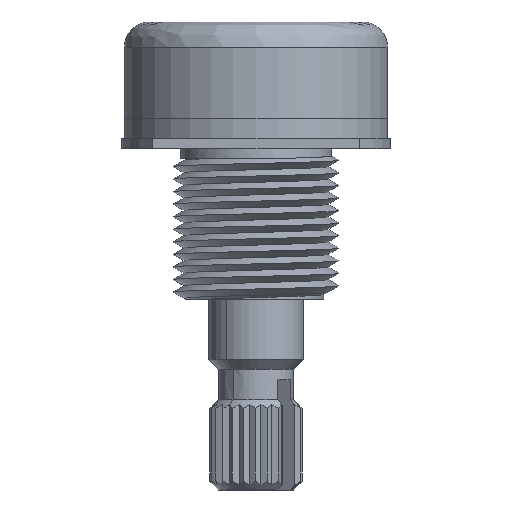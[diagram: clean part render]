
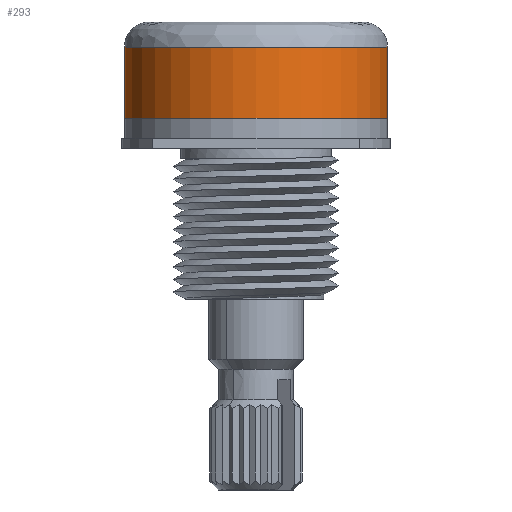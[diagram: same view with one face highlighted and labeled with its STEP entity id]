
A CAD part, front view. The second image highlights one B-rep face of the part: STEP entity #293.
In plain terms, the highlighted face is a revolution surface.
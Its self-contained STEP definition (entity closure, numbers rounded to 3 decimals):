
#293 = ADVANCED_FACE('',(#294),#330,.T.);
#294 = FACE_BOUND('',#295,.T.);
#295 = EDGE_LOOP('',(#296,#307,#315,#324));
#296 = ORIENTED_EDGE('',*,*,#297,.F.);
#297 = EDGE_CURVE('',#298,#300,#302,.T.);
#298 = VERTEX_POINT('',#299);
#299 = CARTESIAN_POINT('',(-8.319,0.,0.));
#300 = VERTEX_POINT('',#301);
#301 = CARTESIAN_POINT('',(8.319,0.,0.));
#302 = CIRCLE('',#303,8.319);
#303 = AXIS2_PLACEMENT_3D('',#304,#305,#306);
#304 = CARTESIAN_POINT('',(0.,0.,0.));
#305 = DIRECTION('',(0.,0.,1.));
#306 = DIRECTION('',(1.,0.,0.));
#307 = ORIENTED_EDGE('',*,*,#308,.F.);
#308 = EDGE_CURVE('',#309,#298,#311,.T.);
#309 = VERTEX_POINT('',#310);
#310 = CARTESIAN_POINT('',(-8.319,0.,4.509));
#311 = LINE('',#312,#313);
#312 = CARTESIAN_POINT('',(-8.319,0.,4.509));
#313 = VECTOR('',#314,1.);
#314 = DIRECTION('',(0.,0.,-1.));
#315 = ORIENTED_EDGE('',*,*,#316,.F.);
#316 = EDGE_CURVE('',#317,#309,#319,.T.);
#317 = VERTEX_POINT('',#318);
#318 = CARTESIAN_POINT('',(8.319,0.,4.509));
#319 = CIRCLE('',#320,8.319);
#320 = AXIS2_PLACEMENT_3D('',#321,#322,#323);
#321 = CARTESIAN_POINT('',(0.,0.,4.509));
#322 = DIRECTION('',(0.,0.,-1.));
#323 = DIRECTION('',(1.,0.,0.));
#324 = ORIENTED_EDGE('',*,*,#325,.F.);
#325 = EDGE_CURVE('',#300,#317,#326,.T.);
#326 = LINE('',#327,#328);
#327 = CARTESIAN_POINT('',(8.319,0.,0.));
#328 = VECTOR('',#329,1.);
#329 = DIRECTION('',(0.,0.,1.));
#330 = SURFACE_OF_REVOLUTION('',#331,#335);
#331 = LINE('',#332,#333);
#332 = CARTESIAN_POINT('',(-8.319,0.,4.509));
#333 = VECTOR('',#334,1.);
#334 = DIRECTION('',(0.,0.,-1.));
#335 = AXIS1_PLACEMENT('',#336,#337);
#336 = CARTESIAN_POINT('',(0.,0.,6.096));
#337 = DIRECTION('',(0.,0.,1.));
